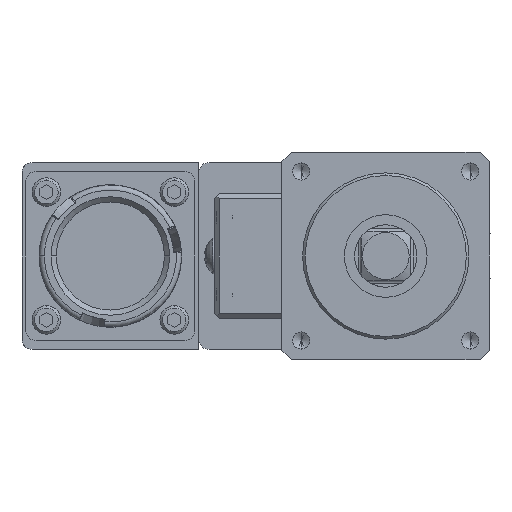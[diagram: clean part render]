
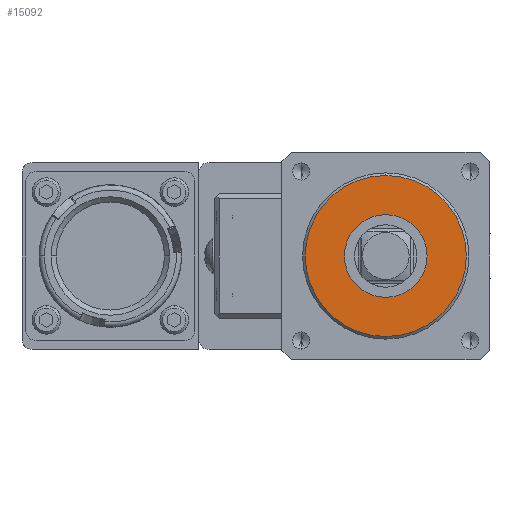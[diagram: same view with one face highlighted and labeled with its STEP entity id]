
A CAD part, left-side view. The second image highlights one B-rep face of the part: STEP entity #15092.
In plain terms, the highlighted planar face has unit normal (-1, 0, 0).
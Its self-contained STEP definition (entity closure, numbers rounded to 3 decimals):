
#295 = VERTEX_POINT ( 'NONE', #5804 ) ;
#688 = DIRECTION ( 'NONE',  ( 0., 0., -1. ) ) ;
#1023 = CIRCLE ( 'NONE', #14506, 7.95 ) ;
#1268 = DIRECTION ( 'NONE',  ( 1., 0., 0. ) ) ;
#1879 = DIRECTION ( 'NONE',  ( 1., 0., 0. ) ) ;
#2170 = EDGE_CURVE ( 'NONE', #17467, #15847, #4298, .T. ) ;
#2341 = DIRECTION ( 'NONE',  ( -1., 0., 0. ) ) ;
#3570 = DIRECTION ( 'NONE',  ( 1., 0., 0. ) ) ;
#3740 = DIRECTION ( 'NONE',  ( 0., 0., 1. ) ) ;
#4298 = CIRCLE ( 'NONE', #9229, 15.5 ) ;
#4394 = EDGE_CURVE ( 'NONE', #295, #15459, #16797, .T. ) ;
#4703 = AXIS2_PLACEMENT_3D ( 'NONE', #14857, #1879, #16333 ) ;
#5617 = CIRCLE ( 'NONE', #7057, 15.5 ) ;
#5793 = EDGE_LOOP ( 'NONE', ( #17245, #13055 ) ) ;
#5804 = CARTESIAN_POINT ( 'NONE',  ( 26., 0., 7.95 ) ) ;
#6371 = CARTESIAN_POINT ( 'NONE',  ( 26., 0., 0. ) ) ;
#7057 = AXIS2_PLACEMENT_3D ( 'NONE', #6371, #3570, #688 ) ;
#8468 = ORIENTED_EDGE ( 'NONE', *, *, #9810, .T. ) ;
#9229 = AXIS2_PLACEMENT_3D ( 'NONE', #14503, #10039, #15966 ) ;
#9418 = FACE_OUTER_BOUND ( 'NONE', #5793, .T. ) ;
#9763 = AXIS2_PLACEMENT_3D ( 'NONE', #18225, #2341, #3740 ) ;
#9810 = EDGE_CURVE ( 'NONE', #15459, #295, #1023, .T. ) ;
#10039 = DIRECTION ( 'NONE',  ( 1., 0., 0. ) ) ;
#13055 = ORIENTED_EDGE ( 'NONE', *, *, #18737, .F. ) ;
#14503 = CARTESIAN_POINT ( 'NONE',  ( 26., 0., 0. ) ) ;
#14506 = AXIS2_PLACEMENT_3D ( 'NONE', #18686, #1268, #17363 ) ;
#14857 = CARTESIAN_POINT ( 'NONE',  ( 26., 0., 0. ) ) ;
#15092 = ADVANCED_FACE ( 'NONE', ( #16972, #9418 ), #16864, .T. ) ;
#15459 = VERTEX_POINT ( 'NONE', #15607 ) ;
#15607 = CARTESIAN_POINT ( 'NONE',  ( 26., 0., -7.95 ) ) ;
#15847 = VERTEX_POINT ( 'NONE', #16394 ) ;
#15966 = DIRECTION ( 'NONE',  ( 0., 0., -1. ) ) ;
#16333 = DIRECTION ( 'NONE',  ( 0., 0., -1. ) ) ;
#16394 = CARTESIAN_POINT ( 'NONE',  ( 26., 0., 15.5 ) ) ;
#16567 = CARTESIAN_POINT ( 'NONE',  ( 26., 0., -15.5 ) ) ;
#16797 = CIRCLE ( 'NONE', #4703, 7.95 ) ;
#16864 = PLANE ( 'NONE',  #9763 ) ;
#16972 = FACE_BOUND ( 'NONE', #18527, .T. ) ;
#17245 = ORIENTED_EDGE ( 'NONE', *, *, #2170, .F. ) ;
#17363 = DIRECTION ( 'NONE',  ( 0., 0., -1. ) ) ;
#17423 = ORIENTED_EDGE ( 'NONE', *, *, #4394, .T. ) ;
#17467 = VERTEX_POINT ( 'NONE', #16567 ) ;
#18225 = CARTESIAN_POINT ( 'NONE',  ( 26., 7.95, 0. ) ) ;
#18527 = EDGE_LOOP ( 'NONE', ( #8468, #17423 ) ) ;
#18686 = CARTESIAN_POINT ( 'NONE',  ( 26., 0., 0. ) ) ;
#18737 = EDGE_CURVE ( 'NONE', #15847, #17467, #5617, .T. ) ;
